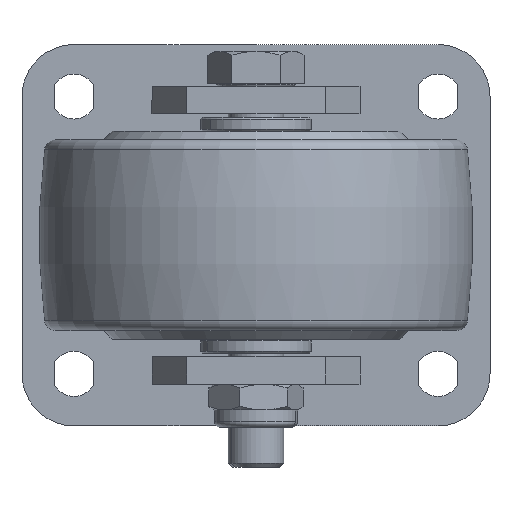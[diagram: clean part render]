
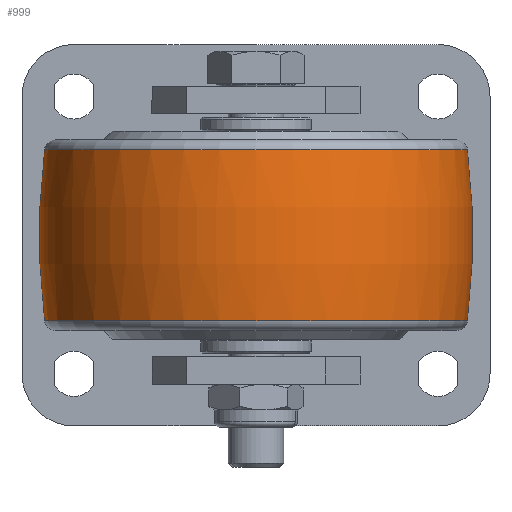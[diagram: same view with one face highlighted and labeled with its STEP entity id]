
A CAD part, front view. The second image highlights one B-rep face of the part: STEP entity #999.
In plain terms, the highlighted toroidal (fillet/blend) face has major radius 137.5 mm and minor radius 200 mm.
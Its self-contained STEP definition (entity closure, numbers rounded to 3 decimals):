
#196 = DIRECTION ( 'NONE',  ( 0., 1., 0. ) ) ;
#213 = VERTEX_POINT ( 'NONE', #6214 ) ;
#307 = DIRECTION ( 'NONE',  ( 1., 0., 0. ) ) ;
#398 = CARTESIAN_POINT ( 'NONE',  ( 137.5, -107.5, 0. ) ) ;
#487 = ORIENTED_EDGE ( 'NONE', *, *, #6366, .F. ) ;
#624 = AXIS2_PLACEMENT_3D ( 'NONE', #1319, #2096, #6876 ) ;
#870 = CIRCLE ( 'NONE', #624, 60.975 ) ;
#875 = CARTESIAN_POINT ( 'NONE',  ( -137.5, -107.5, 0. ) ) ;
#969 = CIRCLE ( 'NONE', #5772, 200. ) ;
#999 = ADVANCED_FACE ( 'NONE', ( #4936 ), #8004, .T. ) ;
#1319 = CARTESIAN_POINT ( 'NONE',  ( 0., -107.5, 24.651 ) ) ;
#2096 = DIRECTION ( 'NONE',  ( 0., 0., -1. ) ) ;
#2265 = ORIENTED_EDGE ( 'NONE', *, *, #3167, .T. ) ;
#2455 = DIRECTION ( 'NONE',  ( 0., 0., -1. ) ) ;
#2477 = AXIS2_PLACEMENT_3D ( 'NONE', #3496, #2917, #3527 ) ;
#2917 = DIRECTION ( 'NONE',  ( 0., 0., -1. ) ) ;
#3167 = EDGE_CURVE ( 'NONE', #213, #8077, #969, .T. ) ;
#3496 = CARTESIAN_POINT ( 'NONE',  ( 0., -107.5, 0. ) ) ;
#3527 = DIRECTION ( 'NONE',  ( -1., 0., 0. ) ) ;
#3796 = CARTESIAN_POINT ( 'NONE',  ( -60.975, -107.5, -24.651 ) ) ;
#3863 = CARTESIAN_POINT ( 'NONE',  ( 60.975, -107.5, -24.651 ) ) ;
#4418 = DIRECTION ( 'NONE',  ( 0., 0., 1. ) ) ;
#4936 = FACE_OUTER_BOUND ( 'NONE', #7695, .T. ) ;
#5055 = AXIS2_PLACEMENT_3D ( 'NONE', #8488, #4418, #307 ) ;
#5772 = AXIS2_PLACEMENT_3D ( 'NONE', #398, #7181, #2455 ) ;
#5929 = AXIS2_PLACEMENT_3D ( 'NONE', #875, #196, #7101 ) ;
#6049 = EDGE_CURVE ( 'NONE', #8077, #6639, #6440, .T. ) ;
#6061 = CIRCLE ( 'NONE', #5929, 200. ) ;
#6214 = CARTESIAN_POINT ( 'NONE',  ( -60.975, -107.5, 24.651 ) ) ;
#6246 = CARTESIAN_POINT ( 'NONE',  ( 60.975, -107.5, 24.651 ) ) ;
#6366 = EDGE_CURVE ( 'NONE', #7862, #6639, #6061, .T. ) ;
#6440 = CIRCLE ( 'NONE', #5055, 60.975 ) ;
#6639 = VERTEX_POINT ( 'NONE', #3863 ) ;
#6811 = EDGE_CURVE ( 'NONE', #7862, #213, #870, .T. ) ;
#6876 = DIRECTION ( 'NONE',  ( -1., 0., 0. ) ) ;
#7012 = ORIENTED_EDGE ( 'NONE', *, *, #6049, .T. ) ;
#7101 = DIRECTION ( 'NONE',  ( -1., 0., 0. ) ) ;
#7181 = DIRECTION ( 'NONE',  ( 0., -1., 0. ) ) ;
#7660 = ORIENTED_EDGE ( 'NONE', *, *, #6811, .T. ) ;
#7695 = EDGE_LOOP ( 'NONE', ( #487, #7660, #2265, #7012 ) ) ;
#7862 = VERTEX_POINT ( 'NONE', #6246 ) ;
#8004 = TOROIDAL_SURFACE ( 'NONE', #2477, -137.5, 200. ) ;
#8077 = VERTEX_POINT ( 'NONE', #3796 ) ;
#8488 = CARTESIAN_POINT ( 'NONE',  ( 0., -107.5, -24.651 ) ) ;
